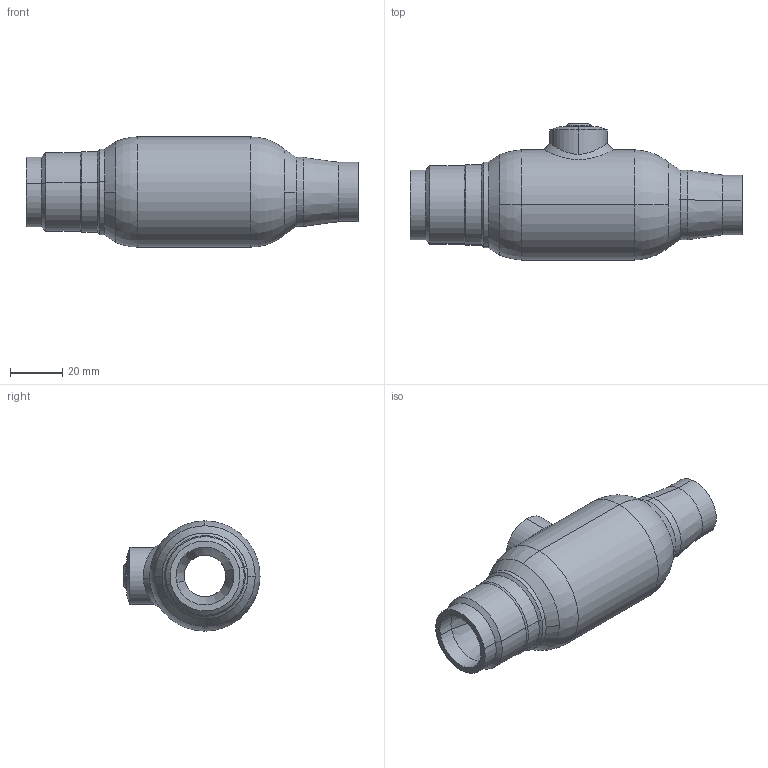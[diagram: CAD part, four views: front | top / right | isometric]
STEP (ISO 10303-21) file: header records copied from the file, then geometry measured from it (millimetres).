
FILE_DESCRIPTION (( 'STEP AP214' ), '1' );
FILE_NAME ('68102020.STEP', '2010-10-27T14:25:51', ( 'BROEN A/S' ), ( 'BROEN A/S' ), 'SwSTEP 2.0', 'SolidWorks 2009', '' );
FILE_SCHEMA (( 'AUTOMOTIVE_DESIGN' ));
Length unit declared in the file: millimetre
Products named in the file (1): 68102020
Bounding box: 127.66 x 52.35 x 42.4 mm (x, y, z)
Surface area: 24771.1 mm2 (no closed solid volume)
Topology: 0 solids, 8 shells, 66 faces, 158 edges, 96 vertices
Faces by surface type: cone 30, cylinder 20, plane 10, torus 4, bspline 2
Entity records: 4124 total; most frequent: CARTESIAN_POINT 1835, DIRECTION 354, ORIENTED_EDGE 274, EDGE_CURVE 158, AXIS2_PLACEMENT_3D 143, VERTEX_POINT 96, CIRCLE 78, EDGE_LOOP 73
